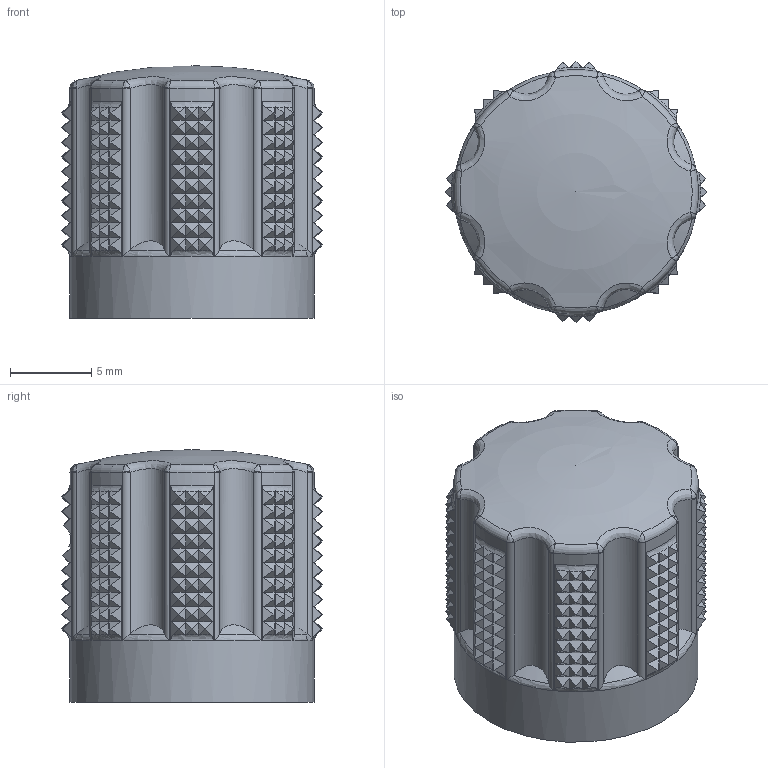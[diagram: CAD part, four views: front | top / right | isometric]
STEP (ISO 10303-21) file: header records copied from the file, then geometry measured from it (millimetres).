
FILE_DESCRIPTION(/* description */ ('STEP AP214'),/* implementation_level */ '2;1');
FILE_NAME(/* name */ '628f7a68e9a4ba5348cbce0a',/* time_stamp */ '2022-05-26T13:02:34+00:00',/* author */ (''),/* organization */ (''),/* preprocessor_version */ 'ST-DEVELOPER v18.102',/* originating_system */ ' ',/* authorisation */ ' ');
FILE_SCHEMA (('AUTOMOTIVE_DESIGN {1 0 10303 214 3 1 1}'));
Length unit declared in the file: metre
Products named in the file (1): knopf8
Bounding box: 16 x 16 x 15.5 mm (x, y, z)
Volume: 1813.7 mm3; surface area: 1493.5 mm2
Topology: 1 solids, 1 shells, 645 faces, 1638 edges, 987 vertices
Faces by surface type: plane 336, cone 207, bspline 40, torus 32, cylinder 29, sphere 1
Full cylindrical faces by diameter (mm): 2.5 x2, 6 x1, 11 x1, 15 x1
Entity records: 20244 total; most frequent: CARTESIAN_POINT 7329, ORIENTED_EDGE 3212, DIRECTION 1864, EDGE_CURVE 1606, B_SPLINE_CURVE_WITH_KNOTS 1177, VERTEX_POINT 980, AXIS2_PLACEMENT_3D 829, EDGE_LOOP 664
